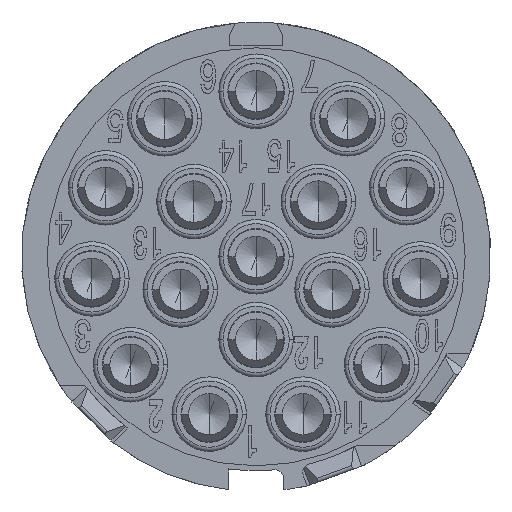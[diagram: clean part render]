
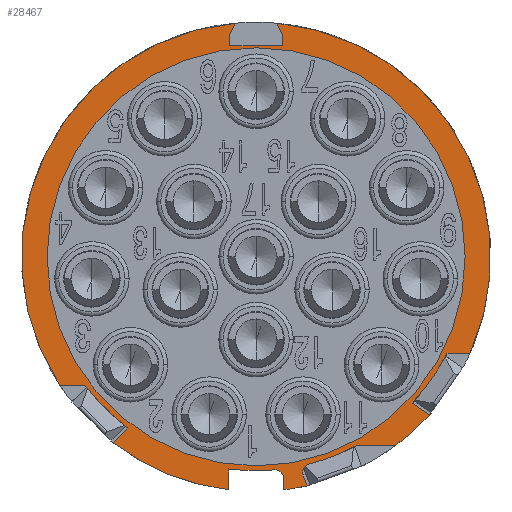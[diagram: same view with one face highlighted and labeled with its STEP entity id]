
A CAD part, front view. The second image highlights one B-rep face of the part: STEP entity #28467.
In plain terms, the highlighted planar face has unit normal (0, -1, 0).
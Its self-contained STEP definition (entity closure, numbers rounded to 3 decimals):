
#1989=DIRECTION('',(0.,0.,1.));
#1990=VECTOR('',#1989,0.421);
#1991=CARTESIAN_POINT('',(1.,-6.9,-8.441));
#1992=LINE('',#1991,#1990);
#1993=CARTESIAN_POINT('',(0.,-6.9,0.));
#1994=DIRECTION('',(0.,-1.,0.));
#1995=DIRECTION('',(-0.129,0.,-0.992));
#1996=AXIS2_PLACEMENT_3D('',#1993,#1994,#1995);
#1998=DIRECTION('',(0.,0.,-1.));
#1999=VECTOR('',#1998,0.756);
#2000=CARTESIAN_POINT('',(-1.,-6.9,-7.685));
#2001=LINE('',#2000,#1999);
#2002=DIRECTION('',(-0.707,0.,-0.707));
#2003=VECTOR('',#2002,0.757);
#2004=CARTESIAN_POINT('',(-4.647,-6.9,-6.202));
#2005=LINE('',#2004,#2003);
#2006=CARTESIAN_POINT('',(0.,-6.9,0.));
#2007=DIRECTION('',(0.,1.,0.));
#2008=DIRECTION('',(-0.6,0.,-0.8));
#2009=AXIS2_PLACEMENT_3D('',#2006,#2007,#2008);
#2011=DIRECTION('',(1.,0.,0.));
#2012=VECTOR('',#2011,0.915);
#2013=CARTESIAN_POINT('',(-7.117,-6.9,-4.647));
#2014=LINE('',#2013,#2012);
#2015=DIRECTION('',(0.433,0.,0.902));
#2016=VECTOR('',#2015,0.462);
#2017=CARTESIAN_POINT('',(-0.95,-6.9,8.05));
#2018=LINE('',#2017,#2016);
#2019=DIRECTION('',(0.,0.,1.));
#2020=VECTOR('',#2019,0.4);
#2021=CARTESIAN_POINT('',(-0.95,-6.9,7.65));
#2022=LINE('',#2021,#2020);
#2023=DIRECTION('',(-1.,0.,0.));
#2024=VECTOR('',#2023,1.9);
#2025=CARTESIAN_POINT('',(0.95,-6.9,7.65));
#2026=LINE('',#2025,#2024);
#2027=DIRECTION('',(0.,0.,-1.));
#2028=VECTOR('',#2027,0.4);
#2029=CARTESIAN_POINT('',(0.95,-6.9,8.05));
#2030=LINE('',#2029,#2028);
#2031=DIRECTION('',(0.433,0.,-0.902));
#2032=VECTOR('',#2031,0.462);
#2033=CARTESIAN_POINT('',(0.75,-6.9,8.467));
#2034=LINE('',#2033,#2032);
#2035=DIRECTION('',(1.,0.,0.));
#2036=VECTOR('',#2035,0.831);
#2037=CARTESIAN_POINT('',(6.915,-6.9,-3.499));
#2038=LINE('',#2037,#2036);
#2039=CARTESIAN_POINT('',(0.,-6.9,0.));
#2040=DIRECTION('',(0.,1.,0.));
#2041=DIRECTION('',(0.892,0.,-0.452));
#2042=AXIS2_PLACEMENT_3D('',#2039,#2040,#2041);
#2044=DIRECTION('',(-0.819,0.,0.574));
#2045=VECTOR('',#2044,0.757);
#2046=CARTESIAN_POINT('',(6.273,-6.9,-5.735));
#2047=LINE('',#2046,#2045);
#2048=DIRECTION('',(1.,0.,0.));
#2049=VECTOR('',#2048,1.399);
#2050=CARTESIAN_POINT('',(3.657,-6.9,-6.833));
#2051=LINE('',#2050,#2049);
#2052=CARTESIAN_POINT('',(0.,-6.9,0.));
#2053=DIRECTION('',(0.,1.,0.));
#2054=DIRECTION('',(0.472,0.,-0.882));
#2055=AXIS2_PLACEMENT_3D('',#2052,#2053,#2054);
#2057=DIRECTION('',(-0.342,0.,0.94));
#2058=VECTOR('',#2057,0.418);
#2059=CARTESIAN_POINT('',(1.849,-6.9,-8.296));
#2060=LINE('',#2059,#2058);
#2061=CARTESIAN_POINT('',(0.,-6.9,0.));
#2062=DIRECTION('',(0.,1.,0.));
#2063=DIRECTION('',(-1.,0.,0.));
#2064=AXIS2_PLACEMENT_3D('',#2061,#2062,#2063);
#2066=CARTESIAN_POINT('',(0.,-6.9,0.));
#2067=DIRECTION('',(0.,1.,0.));
#2068=DIRECTION('',(1.,0.,0.));
#2069=AXIS2_PLACEMENT_3D('',#2066,#2067,#2068);
#2079=CARTESIAN_POINT('',(0.7,-6.9,-8.02));
#2080=DIRECTION('',(0.,1.,0.));
#2081=DIRECTION('',(-0.087,0.,0.996));
#2082=AXIS2_PLACEMENT_3D('',#2079,#2080,#2081);
#3906=CARTESIAN_POINT('',(0.,-6.9,0.));
#3907=DIRECTION('',(0.,-1.,0.));
#3908=DIRECTION('',(-0.088,0.,0.996));
#3909=AXIS2_PLACEMENT_3D('',#3906,#3907,#3908);
#6464=CARTESIAN_POINT('',(0.,-6.9,0.));
#6465=DIRECTION('',(0.,-1.,0.));
#6466=DIRECTION('',(0.911,0.,-0.412));
#6467=AXIS2_PLACEMENT_3D('',#6464,#6465,#6466);
#13553=CARTESIAN_POINT('',(0.,-6.9,0.));
#13554=DIRECTION('',(0.,-1.,0.));
#13555=DIRECTION('',(-0.61,0.,-0.793));
#13556=AXIS2_PLACEMENT_3D('',#13553,#13554,#13555);
#13572=CARTESIAN_POINT('',(0.,-6.9,0.));
#13573=DIRECTION('',(0.,-1.,0.));
#13574=DIRECTION('',(0.118,0.,-0.993));
#13575=AXIS2_PLACEMENT_3D('',#13572,#13573,#13574);
#13594=CARTESIAN_POINT('',(1.988,-6.9,-7.801));
#13595=DIRECTION('',(0.,1.,0.));
#13596=DIRECTION('',(-0.94,0.,-0.342));
#13597=AXIS2_PLACEMENT_3D('',#13594,#13595,#13596);
#13625=CARTESIAN_POINT('',(0.,-6.9,0.));
#13626=DIRECTION('',(0.,-1.,0.));
#13627=DIRECTION('',(0.595,0.,-0.804));
#13628=AXIS2_PLACEMENT_3D('',#13625,#13626,#13627);
#24785=CARTESIAN_POINT('',(-7.575,-6.9,0.));
#24786=CARTESIAN_POINT('',(7.575,-6.9,0.));
#24787=VERTEX_POINT('',#24785);
#24788=VERTEX_POINT('',#24786);
#24793=CARTESIAN_POINT('',(-1.,-6.9,-7.685));
#24794=CARTESIAN_POINT('',(-1.,-6.9,-8.441));
#24795=VERTEX_POINT('',#24793);
#24796=VERTEX_POINT('',#24794);
#24865=CARTESIAN_POINT('',(6.273,-6.9,-5.735));
#24866=CARTESIAN_POINT('',(5.653,-6.9,-5.301));
#24867=VERTEX_POINT('',#24865);
#24868=VERTEX_POINT('',#24866);
#24869=CARTESIAN_POINT('',(-4.647,-6.9,-6.202));
#24870=CARTESIAN_POINT('',(-5.182,-6.9,-6.738));
#24871=VERTEX_POINT('',#24869);
#24872=VERTEX_POINT('',#24870);
#24873=CARTESIAN_POINT('',(1.,-6.9,-8.441));
#24874=CARTESIAN_POINT('',(1.849,-6.9,-8.296));
#24875=VERTEX_POINT('',#24873);
#24876=VERTEX_POINT('',#24874);
#24877=CARTESIAN_POINT('',(5.056,-6.9,-6.833));
#24878=VERTEX_POINT('',#24877);
#24879=CARTESIAN_POINT('',(6.915,-6.9,-3.499));
#24880=VERTEX_POINT('',#24879);
#24881=CARTESIAN_POINT('',(-6.202,-6.9,-4.647));
#24882=VERTEX_POINT('',#24881);
#24883=CARTESIAN_POINT('',(3.657,-6.9,-6.833));
#24884=VERTEX_POINT('',#24883);
#24885=CARTESIAN_POINT('',(7.746,-6.9,-3.499));
#24886=VERTEX_POINT('',#24885);
#24887=CARTESIAN_POINT('',(-7.117,-6.9,-4.647));
#24888=VERTEX_POINT('',#24887);
#25141=CARTESIAN_POINT('',(-0.95,-6.9,7.65));
#25142=CARTESIAN_POINT('',(-0.95,-6.9,8.05));
#25143=VERTEX_POINT('',#25141);
#25144=VERTEX_POINT('',#25142);
#25145=CARTESIAN_POINT('',(0.95,-6.9,8.05));
#25146=CARTESIAN_POINT('',(0.95,-6.9,7.65));
#25147=VERTEX_POINT('',#25145);
#25148=VERTEX_POINT('',#25146);
#25149=CARTESIAN_POINT('',(-0.75,-6.9,8.467));
#25150=VERTEX_POINT('',#25149);
#25151=CARTESIAN_POINT('',(0.75,-6.9,8.467));
#25152=VERTEX_POINT('',#25151);
#26614=CARTESIAN_POINT('',(1.914,-6.9,-7.51));
#26616=VERTEX_POINT('',#26614);
#26618=CARTESIAN_POINT('',(1.706,-6.9,-7.903));
#26620=VERTEX_POINT('',#26618);
#26621=CARTESIAN_POINT('',(0.674,-6.9,-7.721));
#26623=VERTEX_POINT('',#26621);
#26625=CARTESIAN_POINT('',(1.,-6.9,-8.02));
#26627=VERTEX_POINT('',#26625);
#28408=CARTESIAN_POINT('',(0.,-6.9,0.));
#28409=DIRECTION('',(0.,-1.,0.));
#28410=DIRECTION('',(-1.,0.,0.));
#28411=AXIS2_PLACEMENT_3D('',#28408,#28409,#28410);
#28412=PLANE('',#28411);
#28414=ORIENTED_EDGE('',*,*,#28413,.T.);
#28416=ORIENTED_EDGE('',*,*,#28415,.F.);
#28418=ORIENTED_EDGE('',*,*,#28417,.F.);
#28420=ORIENTED_EDGE('',*,*,#28419,.T.);
#28422=ORIENTED_EDGE('',*,*,#28421,.F.);
#28424=ORIENTED_EDGE('',*,*,#28423,.F.);
#28426=ORIENTED_EDGE('',*,*,#28425,.T.);
#28428=ORIENTED_EDGE('',*,*,#28427,.F.);
#28430=ORIENTED_EDGE('',*,*,#28429,.F.);
#28432=ORIENTED_EDGE('',*,*,#28431,.F.);
#28434=ORIENTED_EDGE('',*,*,#28433,.F.);
#28436=ORIENTED_EDGE('',*,*,#28435,.F.);
#28438=ORIENTED_EDGE('',*,*,#28437,.F.);
#28440=ORIENTED_EDGE('',*,*,#28439,.F.);
#28442=ORIENTED_EDGE('',*,*,#28441,.F.);
#28444=ORIENTED_EDGE('',*,*,#28443,.F.);
#28446=ORIENTED_EDGE('',*,*,#28445,.T.);
#28448=ORIENTED_EDGE('',*,*,#28447,.F.);
#28450=ORIENTED_EDGE('',*,*,#28449,.F.);
#28452=ORIENTED_EDGE('',*,*,#28451,.F.);
#28454=ORIENTED_EDGE('',*,*,#28453,.T.);
#28456=ORIENTED_EDGE('',*,*,#28455,.F.);
#28458=ORIENTED_EDGE('',*,*,#28457,.F.);
#28460=ORIENTED_EDGE('',*,*,#28459,.F.);
#28461=EDGE_LOOP('',(#28414,#28416,#28418,#28420,#28422,#28424,#28426,#28428,
#28430,#28432,#28434,#28436,#28438,#28440,#28442,#28444,#28446,#28448,#28450,
#28452,#28454,#28456,#28458,#28460));
#28462=FACE_OUTER_BOUND('',#28461,.F.);
#28463=ORIENTED_EDGE('',*,*,#28374,.F.);
#28464=ORIENTED_EDGE('',*,*,#28395,.F.);
#28465=EDGE_LOOP('',(#28463,#28464));
#28466=FACE_BOUND('',#28465,.F.);
#1997=CIRCLE('',#1996,7.75);
#2010=CIRCLE('',#2009,7.75);
#2043=CIRCLE('',#2042,7.75);
#2056=CIRCLE('',#2055,7.75);
#2065=CIRCLE('',#2064,7.575);
#2070=CIRCLE('',#2069,7.575);
#2083=CIRCLE('',#2082,0.3);
#3910=CIRCLE('',#3909,8.5);
#6468=CIRCLE('',#6467,8.5);
#13557=CIRCLE('',#13556,8.5);
#13576=CIRCLE('',#13575,8.5);
#13598=CIRCLE('',#13597,0.3);
#13629=CIRCLE('',#13628,8.5);
#28374=EDGE_CURVE('',#24787,#24788,#2065,.T.);
#28395=EDGE_CURVE('',#24788,#24787,#2070,.T.);
#28413=EDGE_CURVE('',#24875,#26627,#1992,.T.);
#28415=EDGE_CURVE('',#26623,#26627,#2083,.T.);
#28417=EDGE_CURVE('',#24795,#26623,#1997,.T.);
#28419=EDGE_CURVE('',#24795,#24796,#2001,.T.);
#28421=EDGE_CURVE('',#24872,#24796,#13557,.T.);
#28423=EDGE_CURVE('',#24871,#24872,#2005,.T.);
#28425=EDGE_CURVE('',#24871,#24882,#2010,.T.);
#28427=EDGE_CURVE('',#24888,#24882,#2014,.T.);
#28429=EDGE_CURVE('',#25150,#24888,#3910,.T.);
#28431=EDGE_CURVE('',#25144,#25150,#2018,.T.);
#28433=EDGE_CURVE('',#25143,#25144,#2022,.T.);
#28435=EDGE_CURVE('',#25148,#25143,#2026,.T.);
#28437=EDGE_CURVE('',#25147,#25148,#2030,.T.);
#28439=EDGE_CURVE('',#25152,#25147,#2034,.T.);
#28441=EDGE_CURVE('',#24886,#25152,#6468,.T.);
#28443=EDGE_CURVE('',#24880,#24886,#2038,.T.);
#28445=EDGE_CURVE('',#24880,#24868,#2043,.T.);
#28447=EDGE_CURVE('',#24867,#24868,#2047,.T.);
#28449=EDGE_CURVE('',#24878,#24867,#13629,.T.);
#28451=EDGE_CURVE('',#24884,#24878,#2051,.T.);
#28453=EDGE_CURVE('',#24884,#26616,#2056,.T.);
#28455=EDGE_CURVE('',#26620,#26616,#13598,.T.);
#28457=EDGE_CURVE('',#24876,#26620,#2060,.T.);
#28459=EDGE_CURVE('',#24875,#24876,#13576,.T.);
#28467=ADVANCED_FACE('',(#28462,#28466),#28412,.T.);
